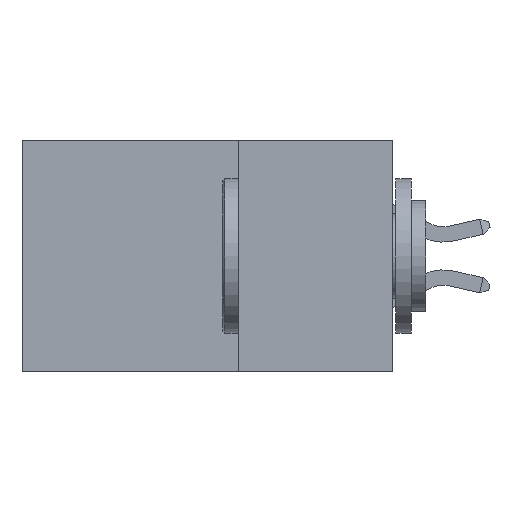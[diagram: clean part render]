
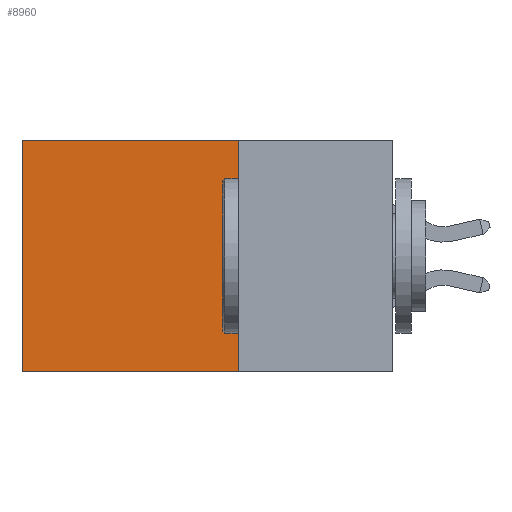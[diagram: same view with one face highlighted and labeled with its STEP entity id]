
A CAD part, left-side view. The second image highlights one B-rep face of the part: STEP entity #8960.
In plain terms, the highlighted planar face has unit normal (-1, 0, 0).
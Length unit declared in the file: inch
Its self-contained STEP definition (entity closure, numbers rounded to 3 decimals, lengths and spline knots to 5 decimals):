
#241 = VERTEX_POINT ( 'NONE', #799 ) ;
#554 = EDGE_CURVE ( 'NONE', #241, #3443, #2030, .T. ) ;
#764 = DIRECTION ( 'NONE',  ( 0., 0., -1. ) ) ;
#799 = CARTESIAN_POINT ( 'NONE',  ( 0.2875, 0.25, 0. ) ) ;
#866 = FACE_OUTER_BOUND ( 'NONE', #14402, .T. ) ;
#870 = VERTEX_POINT ( 'NONE', #12768 ) ;
#962 = EDGE_CURVE ( 'NONE', #870, #1549, #12633, .T. ) ;
#1549 = VERTEX_POINT ( 'NONE', #7728 ) ;
#1723 = VECTOR ( 'NONE', #8204, 39.37008 ) ;
#2030 = LINE ( 'NONE', #13275, #2064 ) ;
#2045 = ORIENTED_EDGE ( 'NONE', *, *, #14072, .T. ) ;
#2056 = CARTESIAN_POINT ( 'NONE',  ( 0.2875, 0.25, -0.375 ) ) ;
#2064 = VECTOR ( 'NONE', #14370, 39.37008 ) ;
#2544 = CARTESIAN_POINT ( 'NONE',  ( 0.2875, 0.25, -0.375 ) ) ;
#2676 = ORIENTED_EDGE ( 'NONE', *, *, #3671, .F. ) ;
#3190 = VECTOR ( 'NONE', #3262, 39.37008 ) ;
#3262 = DIRECTION ( 'NONE',  ( 0., 0., -1. ) ) ;
#3328 = LINE ( 'NONE', #5689, #3190 ) ;
#3443 = VERTEX_POINT ( 'NONE', #4627 ) ;
#3671 = EDGE_CURVE ( 'NONE', #241, #870, #3328, .T. ) ;
#4249 = PLANE ( 'NONE',  #5477 ) ;
#4627 = CARTESIAN_POINT ( 'NONE',  ( 0.2875, 0.6, 0. ) ) ;
#5477 = AXIS2_PLACEMENT_3D ( 'NONE', #2056, #6608, #6541 ) ;
#5689 = CARTESIAN_POINT ( 'NONE',  ( 0.2875, 0.25, -0.375 ) ) ;
#6440 = CARTESIAN_POINT ( 'NONE',  ( 0.2875, 0.6, -0.375 ) ) ;
#6541 = DIRECTION ( 'NONE',  ( 0., 0., -1. ) ) ;
#6608 = DIRECTION ( 'NONE',  ( 1., 0., 0. ) ) ;
#7728 = CARTESIAN_POINT ( 'NONE',  ( 0.2875, 0.6, -0.375 ) ) ;
#8125 = VECTOR ( 'NONE', #764, 39.37008 ) ;
#8176 = ORIENTED_EDGE ( 'NONE', *, *, #962, .F. ) ;
#8204 = DIRECTION ( 'NONE',  ( 0., 1., 0. ) ) ;
#8960 = ADVANCED_FACE ( 'NONE', ( #866 ), #4249, .F. ) ;
#9740 = ORIENTED_EDGE ( 'NONE', *, *, #554, .T. ) ;
#12633 = LINE ( 'NONE', #2544, #1723 ) ;
#12768 = CARTESIAN_POINT ( 'NONE',  ( 0.2875, 0.25, -0.375 ) ) ;
#12999 = LINE ( 'NONE', #6440, #8125 ) ;
#13275 = CARTESIAN_POINT ( 'NONE',  ( 0.2875, 0.25, 0. ) ) ;
#14072 = EDGE_CURVE ( 'NONE', #3443, #1549, #12999, .T. ) ;
#14370 = DIRECTION ( 'NONE',  ( 0., 1., 0. ) ) ;
#14402 = EDGE_LOOP ( 'NONE', ( #2045, #8176, #2676, #9740 ) ) ;
